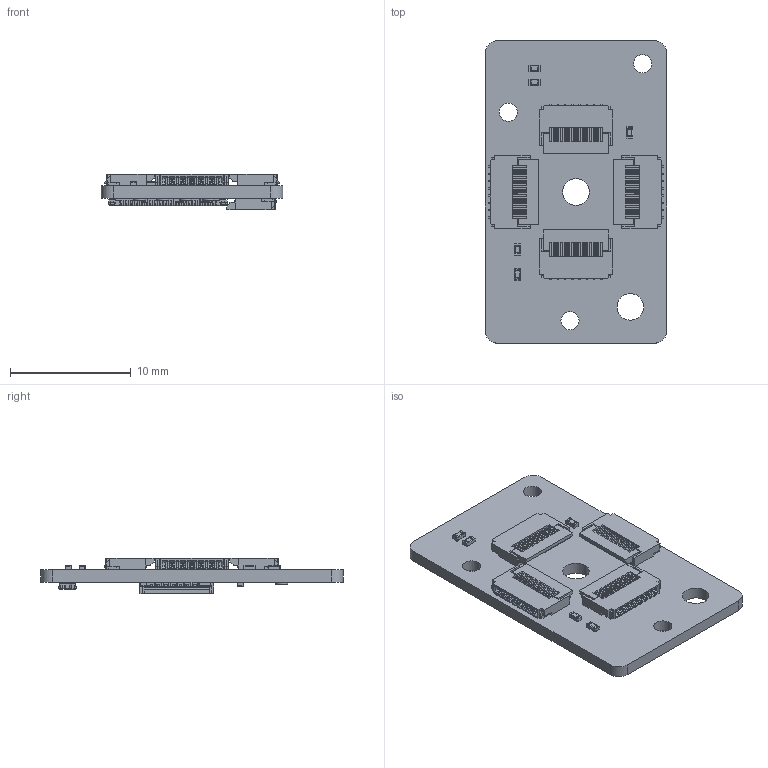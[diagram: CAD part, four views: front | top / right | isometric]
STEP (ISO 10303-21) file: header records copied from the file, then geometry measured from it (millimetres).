
FILE_DESCRIPTION(/* description */ ('PCB Design'),/* implementation_level */ '2;1');
FILE_NAME(/* name */ 'RAK18034_VA_2022_0531_1',/* time_stamp */ '2022-05-31T19:38:25+08:00',/* author */ (''),/* organization */ (''),/* preprocessor_version */ 'ST-DEVELOPER v16',/* originating_system */ 'allegro_17.4S012',/* authorisation */ '');
FILE_SCHEMA (('AP242_MANAGED_MODEL_BASED_3D_ENGINEERING_MIM_LF { 1 0 10303 442 1 1 4 }'));
Products named in the file (11): RAK18034_VA_2022_0531_1; BOARD_OUTLINE; COMPONENTS; TEST_POINT; FCC15-0R3-1-D; BTB40_2X20_4MM_M; SR0402; TEST-POINT-SM; TXGA-FFC03009-15; BTB40-2X20-4MM-M; RES-SM-CHIP
Assembly tree (24 placements, depth 4):
  RAK18034_VA_2022_0531_1
    BOARD_OUTLINE
    COMPONENTS
      TEST_POINT  x4
        TEST-POINT-SM
      FCC15-0R3-1-D  x5
        TXGA-FFC03009-15
      BTB40_2X20_4MM_M
        BTB40-2X20-4MM-M
      SR0402  x8
        RES-SM-CHIP
Bounding box: 15 x 25 x 2.9 mm (x, y, z)
Volume: 73.1 mm3; surface area: 1756.6 mm2
Topology: 18 solids, 19 shells, 6053 faces, 18027 edges, 11593 vertices
Faces by surface type: plane 4691, cylinder 1194, torus 128, bspline 40
Full cylindrical faces by diameter (mm): 0.15 x1, 0.2 x1, 1 x4
Entity records: 81433 total; most frequent: CARTESIAN_POINT 12853, ORIENTED_EDGE 12016, DIRECTION 11007, EDGE_CURVE 6014, VECTOR 5012, LINE 5012, VERTEX_POINT 3854, AXIS2_PLACEMENT_3D 3068
